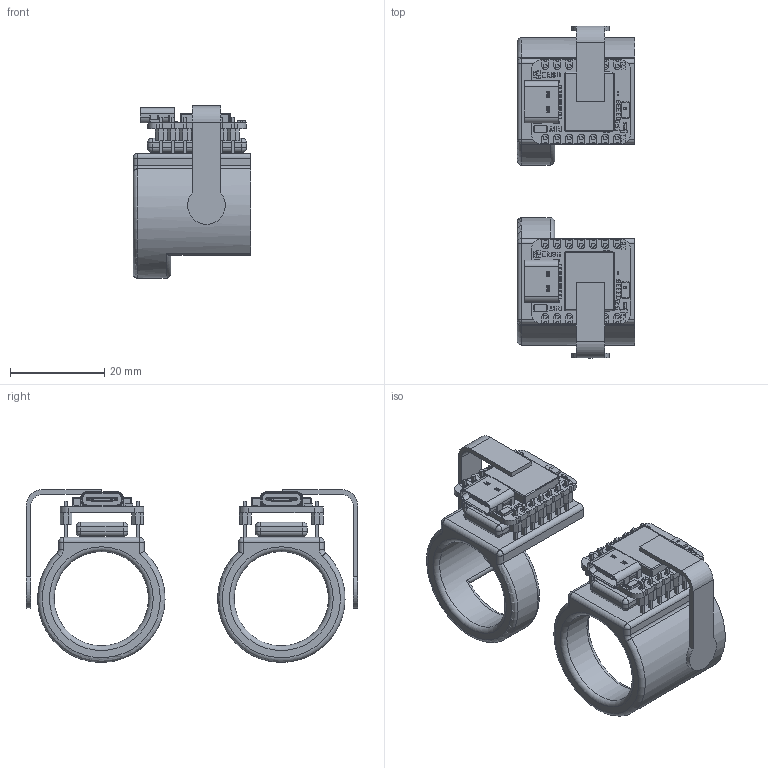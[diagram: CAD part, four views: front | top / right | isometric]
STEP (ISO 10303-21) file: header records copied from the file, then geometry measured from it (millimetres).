
FILE_DESCRIPTION(/* description */ (''),/* implementation_level */ '2;1');
FILE_NAME(/* name */ 'CyberFlick_Assy v3.step',/* time_stamp */ '2025-07-24T02:11:38+09:00',/* author */ (''),/* organization */ (''),/* preprocessor_version */ 'ST-DEVELOPER v20.1',/* originating_system */ 'Autodesk Translation Framework v14.10.0.0',/* authorisation */ '');
FILE_SCHEMA (('AUTOMOTIVE_DESIGN { 1 0 10303 214 3 1 1 }'));
Length unit declared in the file: millimetre
Products named in the file (8): CyberFlick_Assy; リング本体; nRF52840 (Sense); nRF52840 (Sense)_1; 102010448; ピンヘッダ; バッテリDPT301120; 圧力センサFSR400_曲げ
Assembly tree (13 placements, depth 3):
  CyberFlick_Assy
    リング本体
    nRF52840 (Sense)
      102010448
      ピンヘッダ  x2
    バッテリDPT301120  x2
    圧力センサFSR400_曲げ  x2
    nRF52840 (Sense)_1
      102010448
      ピンヘッダ  x2
Bounding box: 25 x 70.31 x 36.61 mm (x, y, z)
Volume: 12006.4 mm3; surface area: 13583.9 mm2
Topology: 164 solids, 164 shells, 3816 faces, 9746 edges, 6380 vertices
Faces by surface type: plane 3200, cylinder 518, sphere 48, torus 34, cone 12, bspline 4
Full cylindrical faces by diameter (mm): 0.5 x4, 0.6 x4, 0.75 x28, 1.524 x8, 20 x2
Entity records: 55255 total; most frequent: CARTESIAN_POINT 10214, ORIENTED_EDGE 9244, DIRECTION 8884, EDGE_CURVE 4622, LINE 3994, VECTOR 3994, VERTEX_POINT 3030, AXIS2_PLACEMENT_3D 2445
